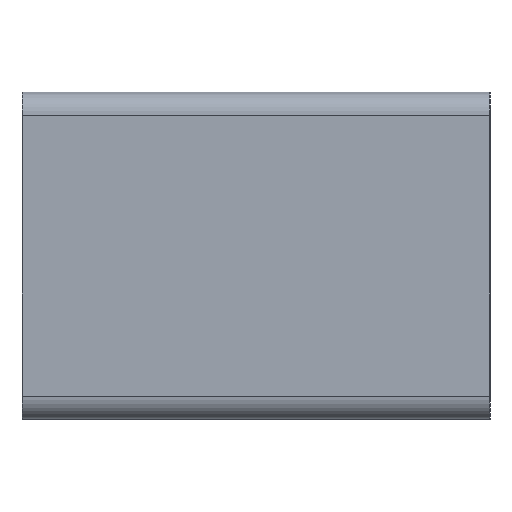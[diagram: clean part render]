
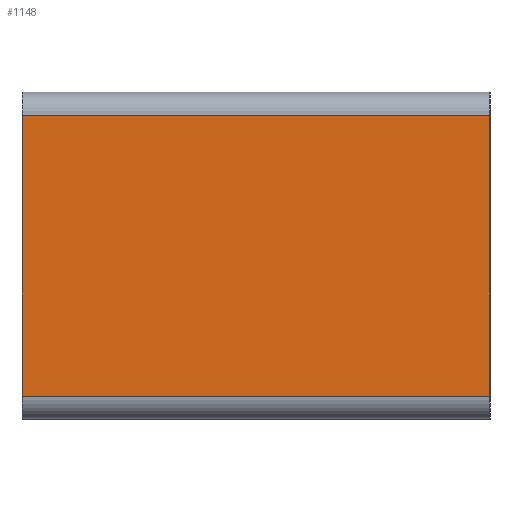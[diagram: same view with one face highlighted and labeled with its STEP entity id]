
A CAD part, left-side view. The second image highlights one B-rep face of the part: STEP entity #1148.
In plain terms, the highlighted planar face has unit normal (-1, 0, 0).
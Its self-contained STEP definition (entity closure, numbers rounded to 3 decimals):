
#828 = VERTEX_POINT('',#829);
#829 = CARTESIAN_POINT('',(-0.5,0.25,0.325));
#836 = EDGE_CURVE('',#837,#828,#839,.T.);
#837 = VERTEX_POINT('',#838);
#838 = CARTESIAN_POINT('',(-0.5,0.25,0.025));
#839 = LINE('',#840,#841);
#840 = CARTESIAN_POINT('',(-0.5,0.25,0.025));
#841 = VECTOR('',#842,1.);
#842 = DIRECTION('',(0.,0.,1.));
#1008 = VERTEX_POINT('',#1009);
#1009 = CARTESIAN_POINT('',(-0.5,-0.25,0.325));
#1016 = EDGE_CURVE('',#1017,#1008,#1019,.T.);
#1017 = VERTEX_POINT('',#1018);
#1018 = CARTESIAN_POINT('',(-0.5,-0.25,0.025));
#1019 = LINE('',#1020,#1021);
#1020 = CARTESIAN_POINT('',(-0.5,-0.25,0.025));
#1021 = VECTOR('',#1022,1.);
#1022 = DIRECTION('',(0.,0.,1.));
#1135 = EDGE_CURVE('',#837,#1017,#1136,.T.);
#1136 = LINE('',#1137,#1138);
#1137 = CARTESIAN_POINT('',(-0.5,0.25,0.025));
#1138 = VECTOR('',#1139,1.);
#1139 = DIRECTION('',(0.,-1.,0.));
#1148 = ADVANCED_FACE('',(#1149),#1160,.T.);
#1149 = FACE_BOUND('',#1150,.T.);
#1150 = EDGE_LOOP('',(#1151,#1152,#1153,#1159));
#1151 = ORIENTED_EDGE('',*,*,#1135,.T.);
#1152 = ORIENTED_EDGE('',*,*,#1016,.T.);
#1153 = ORIENTED_EDGE('',*,*,#1154,.F.);
#1154 = EDGE_CURVE('',#828,#1008,#1155,.T.);
#1155 = LINE('',#1156,#1157);
#1156 = CARTESIAN_POINT('',(-0.5,0.25,0.325));
#1157 = VECTOR('',#1158,1.);
#1158 = DIRECTION('',(0.,-1.,0.));
#1159 = ORIENTED_EDGE('',*,*,#836,.F.);
#1160 = PLANE('',#1161);
#1161 = AXIS2_PLACEMENT_3D('',#1162,#1163,#1164);
#1162 = CARTESIAN_POINT('',(-0.5,0.25,0.025));
#1163 = DIRECTION('',(-1.,0.,0.));
#1164 = DIRECTION('',(0.,0.,1.));
